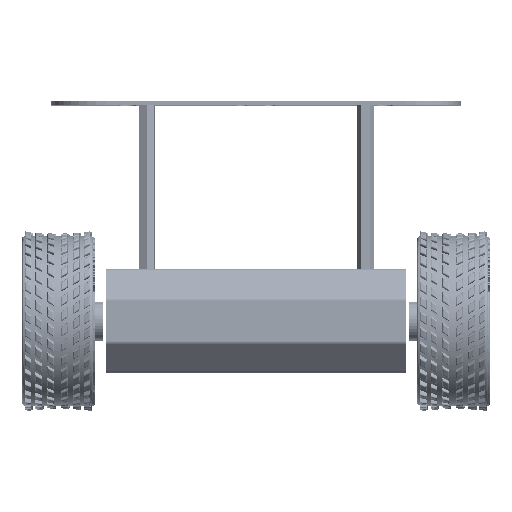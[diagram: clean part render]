
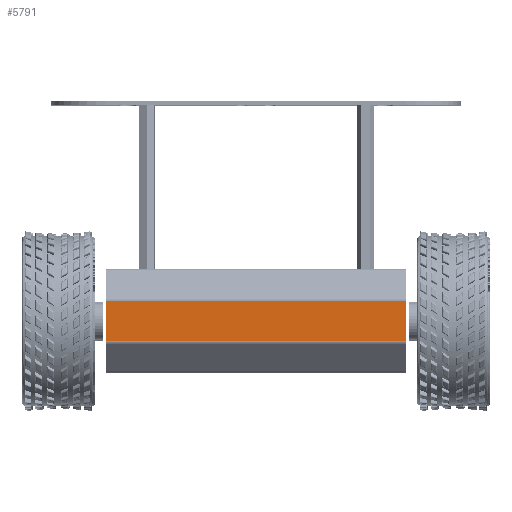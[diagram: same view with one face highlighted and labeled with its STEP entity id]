
A CAD part, top view. The second image highlights one B-rep face of the part: STEP entity #5791.
In plain terms, the highlighted face is planar.
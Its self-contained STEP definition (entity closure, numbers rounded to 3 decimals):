
#3294 = EDGE_CURVE ( 'NONE', #63342, #19644, #94222, .T. ) ;
#3448 = EDGE_CURVE ( 'NONE', #19644, #56345, #36214, .T. ) ;
#5791 = ADVANCED_FACE ( 'NONE', ( #11915 ), #77552, .T. ) ;
#9106 = ORIENTED_EDGE ( 'NONE', *, *, #27817, .T. ) ;
#11915 = FACE_OUTER_BOUND ( 'NONE', #14203, .T. ) ;
#14203 = EDGE_LOOP ( 'NONE', ( #9106, #74123, #71317, #30768 ) ) ;
#15562 = DIRECTION ( 'NONE',  ( 0., 0., -1. ) ) ;
#19644 = VERTEX_POINT ( 'NONE', #52736 ) ;
#19717 = VERTEX_POINT ( 'NONE', #77763 ) ;
#26782 = VECTOR ( 'NONE', #84189, 1000. ) ;
#27817 = EDGE_CURVE ( 'NONE', #56345, #19717, #56975, .T. ) ;
#29296 = CARTESIAN_POINT ( 'NONE',  ( 84., 7.5, -152.264 ) ) ;
#30768 = ORIENTED_EDGE ( 'NONE', *, *, #3448, .T. ) ;
#36214 = LINE ( 'NONE', #63985, #76570 ) ;
#37418 = DIRECTION ( 'NONE',  ( 0., 0., -1. ) ) ;
#42519 = DIRECTION ( 'NONE',  ( 0., 1., 0. ) ) ;
#46403 = AXIS2_PLACEMENT_3D ( 'NONE', #29296, #85722, #37418 ) ;
#52736 = CARTESIAN_POINT ( 'NONE',  ( 84., -7.423, -110. ) ) ;
#53287 = EDGE_CURVE ( 'NONE', #63342, #19717, #89381, .T. ) ;
#55565 = CARTESIAN_POINT ( 'NONE',  ( 84., -7.423, -152.264 ) ) ;
#56345 = VERTEX_POINT ( 'NONE', #57502 ) ;
#56975 = LINE ( 'NONE', #82091, #26782 ) ;
#57502 = CARTESIAN_POINT ( 'NONE',  ( 84., 7.423, -110. ) ) ;
#60150 = VECTOR ( 'NONE', #15562, 1000. ) ;
#62824 = VECTOR ( 'NONE', #64008, 1000. ) ;
#63342 = VERTEX_POINT ( 'NONE', #63594 ) ;
#63594 = CARTESIAN_POINT ( 'NONE',  ( 84., -7.423, 0. ) ) ;
#63985 = CARTESIAN_POINT ( 'NONE',  ( 84., 7.5, -110. ) ) ;
#64008 = DIRECTION ( 'NONE',  ( 0., 1., 0. ) ) ;
#71317 = ORIENTED_EDGE ( 'NONE', *, *, #3294, .T. ) ;
#74123 = ORIENTED_EDGE ( 'NONE', *, *, #53287, .F. ) ;
#76570 = VECTOR ( 'NONE', #42519, 1000. ) ;
#77552 = PLANE ( 'NONE',  #46403 ) ;
#77763 = CARTESIAN_POINT ( 'NONE',  ( 84., 7.423, 0. ) ) ;
#82091 = CARTESIAN_POINT ( 'NONE',  ( 84., 7.423, -152.264 ) ) ;
#84189 = DIRECTION ( 'NONE',  ( 0., 0., 1. ) ) ;
#85722 = DIRECTION ( 'NONE',  ( 1., 0., 0. ) ) ;
#89381 = LINE ( 'NONE', #96137, #62824 ) ;
#94222 = LINE ( 'NONE', #55565, #60150 ) ;
#96137 = CARTESIAN_POINT ( 'NONE',  ( 84., -8.56, 0. ) ) ;
